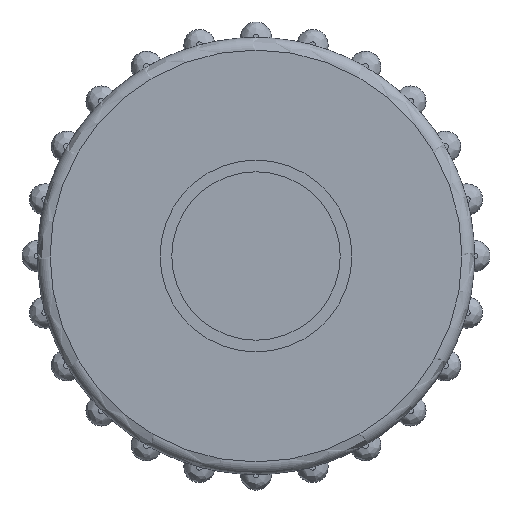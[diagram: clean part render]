
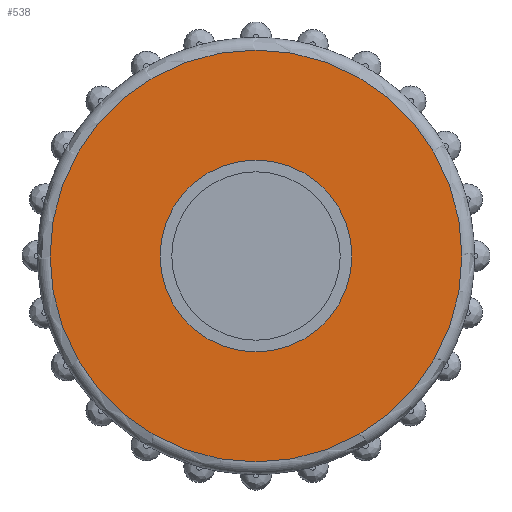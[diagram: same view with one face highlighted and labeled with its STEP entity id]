
A CAD part, left-side view. The second image highlights one B-rep face of the part: STEP entity #538.
In plain terms, the highlighted planar face has unit normal (-1, 0, 0).
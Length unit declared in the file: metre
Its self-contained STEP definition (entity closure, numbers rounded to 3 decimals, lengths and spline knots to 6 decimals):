
#538=ADVANCED_FACE('522:7280',(#1089,#1090),#1091,.F.);
#1089=FACE_OUTER_BOUND('',#3289,.T.);
#1090=FACE_BOUND('',#3290,.T.);
#1091=PLANE('',#3291);
#3289=EDGE_LOOP('',(#4454));
#3290=EDGE_LOOP('',(#4455));
#3291=AXIS2_PLACEMENT_3D('',#4456,#4457,#4458);
#4454=ORIENTED_EDGE('',*,*,#5214,.T.);
#4455=ORIENTED_EDGE('',*,*,#5234,.F.);
#4456=CARTESIAN_POINT('',(-0.00612,0.,0.01222));
#4457=DIRECTION('',(1.0,0.0,0.));
#4458=DIRECTION('',(0.,0.0,-1.0));
#5214=EDGE_CURVE('522:8462',#5983,#5983,#5984,.F.);
#5234=EDGE_CURVE('522:8561',#6005,#6005,#6006,.F.);
#5983=VERTEX_POINT('',#7314);
#5984=CIRCLE('',#7315,0.0066);
#6005=VERTEX_POINT('',#7336);
#6006=CIRCLE('',#7337,0.003075);
#7314=CARTESIAN_POINT('',(-0.00612,0.,0.00562));
#7315=AXIS2_PLACEMENT_3D('',#8140,#8141,#8142);
#7336=CARTESIAN_POINT('',(-0.00612,0.,0.009145));
#7337=AXIS2_PLACEMENT_3D('',#8146,#8147,#8148);
#8140=CARTESIAN_POINT('',(-0.00612,0.,0.01222));
#8141=DIRECTION('',(1.0,0.0,0.));
#8142=DIRECTION('',(0.,0.0,-1.0));
#8146=CARTESIAN_POINT('',(-0.00612,0.,0.01222));
#8147=DIRECTION('',(1.0,0.0,0.));
#8148=DIRECTION('',(0.,0.0,-1.0));
